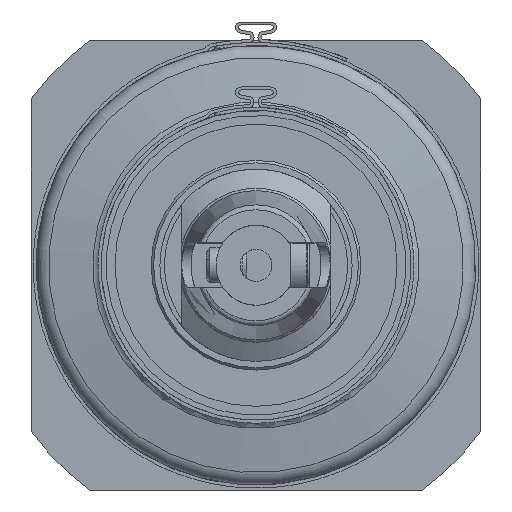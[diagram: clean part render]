
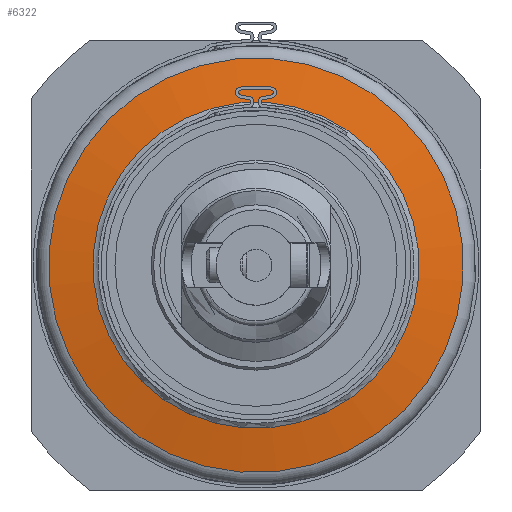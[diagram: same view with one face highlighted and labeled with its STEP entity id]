
A CAD part, left-side view. The second image highlights one B-rep face of the part: STEP entity #6322.
In plain terms, the highlighted conical face has half-angle 80 degrees and reference radius 37.087 mm.
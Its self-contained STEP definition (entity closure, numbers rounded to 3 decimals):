
#160=CONICAL_SURFACE('',#7025,37.087,1.396);
#1068=LINE('',#11635,#1438);
#1438=VECTOR('',#8745,37.087);
#1779=FACE_OUTER_BOUND('',#2181,.T.);
#2181=EDGE_LOOP('',(#5746,#5747,#5748,#5749,#5750,#5751));
#2522=CIRCLE('',#7023,32.653);
#2523=CIRCLE('',#7024,32.653);
#2524=CIRCLE('',#7026,41.521);
#2525=CIRCLE('',#7027,41.521);
#3182=VERTEX_POINT('',#11626);
#3183=VERTEX_POINT('',#11628);
#3184=VERTEX_POINT('',#11632);
#3185=VERTEX_POINT('',#11633);
#4048=EDGE_CURVE('',#3183,#3182,#2522,.T.);
#4049=EDGE_CURVE('',#3182,#3183,#2523,.T.);
#4050=EDGE_CURVE('',#3184,#3185,#2524,.T.);
#4051=EDGE_CURVE('',#3184,#3183,#1068,.T.);
#4052=EDGE_CURVE('',#3185,#3184,#2525,.T.);
#5746=ORIENTED_EDGE('',*,*,#4050,.F.);
#5747=ORIENTED_EDGE('',*,*,#4051,.T.);
#5748=ORIENTED_EDGE('',*,*,#4048,.T.);
#5749=ORIENTED_EDGE('',*,*,#4049,.T.);
#5750=ORIENTED_EDGE('',*,*,#4051,.F.);
#5751=ORIENTED_EDGE('',*,*,#4052,.F.);
#6322=ADVANCED_FACE('',(#1779),#160,.T.);
#7023=AXIS2_PLACEMENT_3D('',#11629,#8737,#8738);
#7024=AXIS2_PLACEMENT_3D('',#11630,#8739,#8740);
#7025=AXIS2_PLACEMENT_3D('',#11631,#8741,#8742);
#7026=AXIS2_PLACEMENT_3D('',#11634,#8743,#8744);
#7027=AXIS2_PLACEMENT_3D('',#11636,#8746,#8747);
#8737=DIRECTION('center_axis',(1.,0.,0.));
#8738=DIRECTION('ref_axis',(0.,0.076,-0.997));
#8739=DIRECTION('center_axis',(1.,0.,0.));
#8740=DIRECTION('ref_axis',(0.,0.076,-0.997));
#8741=DIRECTION('center_axis',(1.,0.,0.));
#8742=DIRECTION('ref_axis',(0.,0.997,0.076));
#8743=DIRECTION('center_axis',(1.,0.,0.));
#8744=DIRECTION('ref_axis',(0.,0.076,-0.997));
#8745=DIRECTION('',(-0.174,0.982,0.075));
#8746=DIRECTION('center_axis',(1.,0.,0.));
#8747=DIRECTION('ref_axis',(0.,0.076,-0.997));
#11626=CARTESIAN_POINT('',(-28.494,-2.484,32.558));
#11628=CARTESIAN_POINT('',(-28.494,-32.558,-2.484));
#11629=CARTESIAN_POINT('Origin',(-28.494,0.,
0.));
#11630=CARTESIAN_POINT('Origin',(-28.494,0.,
0.));
#11631=CARTESIAN_POINT('Origin',(-27.712,0.,
0.));
#11632=CARTESIAN_POINT('',(-26.93,-41.401,-3.159));
#11633=CARTESIAN_POINT('',(-26.93,-3.159,41.401));
#11634=CARTESIAN_POINT('Origin',(-26.93,0.,
0.));
#11635=CARTESIAN_POINT('',(-27.712,-36.979,-2.822));
#11636=CARTESIAN_POINT('Origin',(-26.93,0.,
0.));
